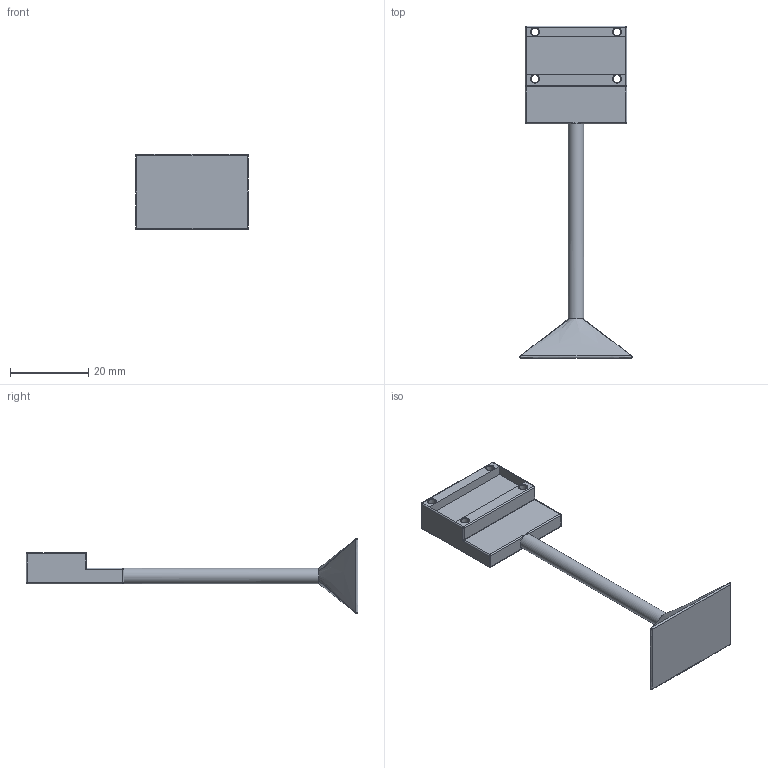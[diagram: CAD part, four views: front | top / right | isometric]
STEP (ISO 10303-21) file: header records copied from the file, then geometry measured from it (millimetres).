
FILE_DESCRIPTION(/* description */ ('','CAx-IF Rec.Pracs.---Representation and Presentation of Product Manufacturing Information (PMI)---4.0---2014-10-13'),/* implementation_level */ '2;1');
FILE_NAME(/* name */ 'Pi AI Camera Stand v4.step',/* time_stamp */ '2025-03-11T23:19:19-04:00',/* author */ (''),/* organization */ (''),/* preprocessor_version */ 'ST-DEVELOPER v20',/* originating_system */ 'Autodesk Translation Framework v13.20.0.188',/* authorisation */ '');
FILE_SCHEMA (('AP242_MANAGED_MODEL_BASED_3D_ENGINEERING_MIM_LF { 1 0 10303 442 1 1 4 }'));
Length unit declared in the file: millimetre
Products named in the file (1): Pi AI Camera Stand
Bounding box: 28.83 x 85 x 19.32 mm (x, y, z)
Volume: 6456.4 mm3; surface area: 4305.8 mm2
Topology: 1 solids, 1 shells, 85 faces, 197 edges, 100 vertices
Faces by surface type: bspline 26, cylinder 25, plane 16, sphere 10, torus 8
Full cylindrical faces by diameter (mm): 2 x4, 4 x1
Entity records: 3171 total; most frequent: CARTESIAN_POINT 1384, ORIENTED_EDGE 366, DIRECTION 355, EDGE_CURVE 183, AXIS2_PLACEMENT_3D 148, VERTEX_POINT 100, EDGE_LOOP 93, FACE_OUTER_BOUND 85
